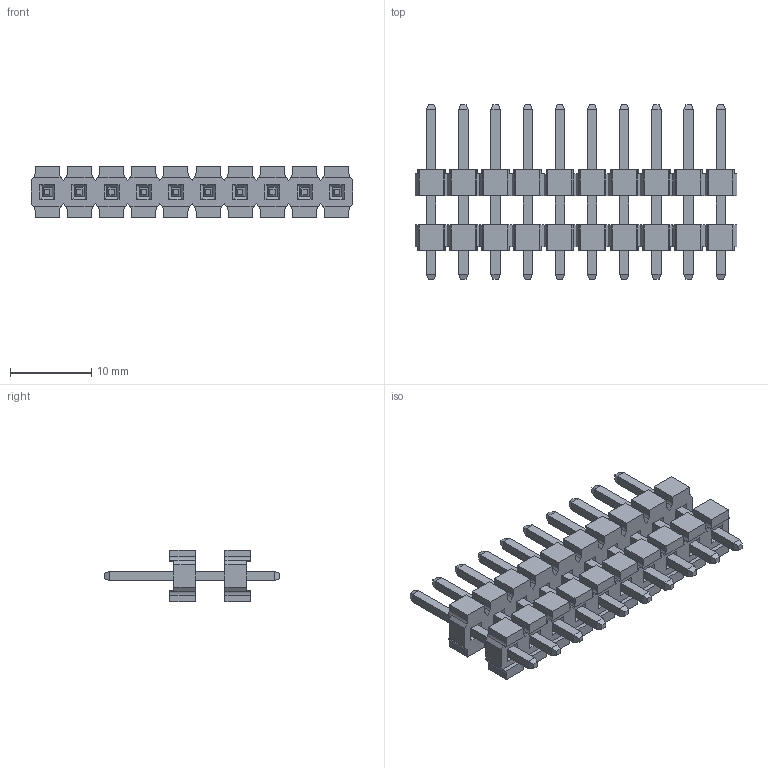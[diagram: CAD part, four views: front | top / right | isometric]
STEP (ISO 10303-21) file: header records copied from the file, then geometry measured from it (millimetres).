
FILE_DESCRIPTION( ('This file contains a STEP AP42 implementation' ,'as created by ZW3D STEP Interface translator.') ,'2;1' );
FILE_NAME( '1832-2110XXS215XXXX(·´Ïò).stp' ,'23 320.16 833', (''), ('ZWCAD Software Co.'), 'Version 1.0', 'ZW3D to STEP translator', '' );
FILE_SCHEMA(('AUTOMOTIVE_DESIGN { 1 0 10303 214 1 1 1 1 }'));
Length unit declared in the file: millimetre
Products named in the file (2): 0; 1832-2120XXS215XXXX(毀砃)
Bounding box: 39.6 x 21.5 x 6.3 mm (x, y, z)
Volume: 1469 mm3; surface area: 2973.8 mm2
Topology: 12 solids, 12 shells, 748 faces, 1932 edges, 1208 vertices
Faces by surface type: plane 668, cylinder 80
Entity records: 22979 total; most frequent: CARTESIAN_POINT 3889, ORIENTED_EDGE 3864, DIRECTION 3590, EDGE_CURVE 1932, VECTOR 1772, LINE 1772, VERTEX_POINT 1208, AXIS2_PLACEMENT_3D 909
